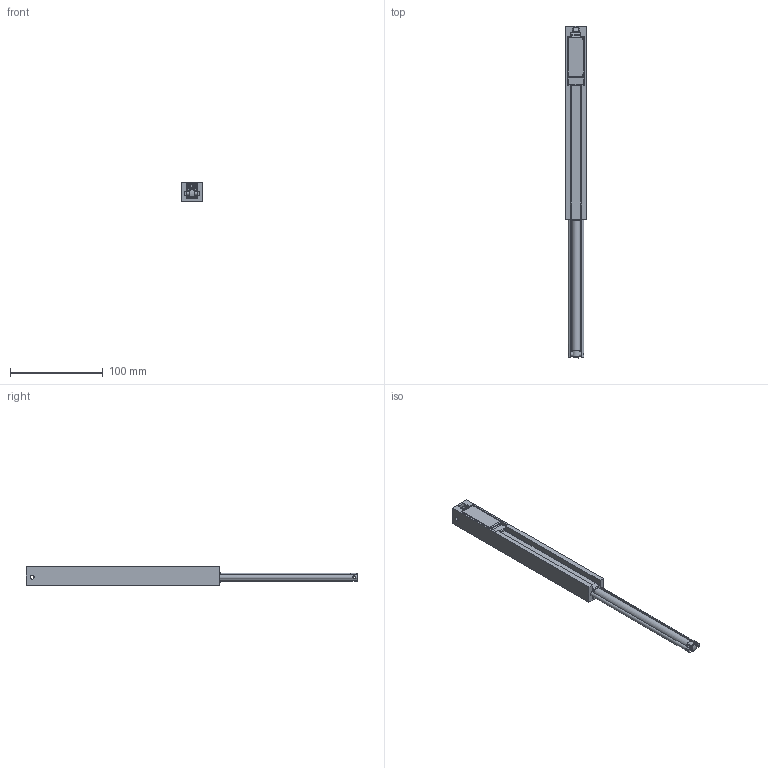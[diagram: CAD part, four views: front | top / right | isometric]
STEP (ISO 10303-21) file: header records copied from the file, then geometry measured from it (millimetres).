
FILE_DESCRIPTION(('HOOPS Exchange Step'),'2;1');
FILE_NAME('temp_export','2025-03-24T16:36:41+00:00',('mobile'),('Shapr3D Limited'),'HOOPS Exchange 2024.8','Shapr3D','Authorized');
FILE_SCHEMA( ('AP242_MANAGED_MODEL_BASED_3D_ENGINEERING_MIM_LF {1 0 10303 442 1 1 4}') );
Length unit declared in the file: millimetre
Products named in the file (4): L16_140MM_BODY_A; L16_140MM_LIFT_A; l16_140mm.stp; root
Assembly tree (3 placements, depth 3):
  root
    l16_140mm.stp
      L16_140MM_BODY_A
      L16_140MM_LIFT_A
Bounding box: 22 x 358.49 x 20.3 mm (x, y, z)
Volume: 66404 mm3; surface area: 55717.4 mm2
Topology: 6 solids, 6 shells, 826 faces, 2198 edges, 1400 vertices
Faces by surface type: plane 457, cylinder 251, torus 64, bspline 37, sphere 15, cone 2
Full cylindrical faces by diameter (mm): 2 x4, 3 x5, 3.3 x4, 4.25 x4, 4.45 x1, 4.5 x1, 7 x1, 7.05 x1, 8.95 x1, 9 x1
Entity records: 28518 total; most frequent: CARTESIAN_POINT 7905, ORIENTED_EDGE 4394, DIRECTION 4170, EDGE_CURVE 2197, VECTOR 1418, LINE 1418, VERTEX_POINT 1400, AXIS2_PLACEMENT_3D 1376
